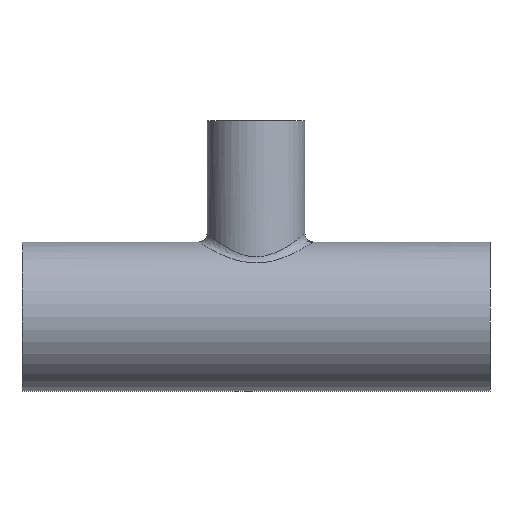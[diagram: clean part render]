
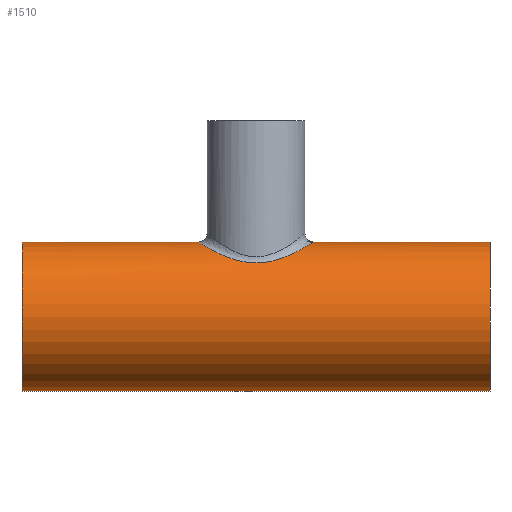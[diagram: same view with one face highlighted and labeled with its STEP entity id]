
A CAD part, front view. The second image highlights one B-rep face of the part: STEP entity #1510.
In plain terms, the highlighted cylindrical face has radius 17.5 mm (diameter 35 mm), a full revolution.
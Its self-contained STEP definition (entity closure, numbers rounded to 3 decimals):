
#1344=CARTESIAN_POINT('',(0.,-12.115,12.628));
#1345=VERTEX_POINT('',#1344);
#1415=CARTESIAN_POINT('',(0.,-12.115,12.628));
#1416=CARTESIAN_POINT('',(0.522,-12.115,12.628));
#1417=CARTESIAN_POINT('',(1.57,-12.06,12.681));
#1418=CARTESIAN_POINT('',(3.352,-11.779,12.946));
#1419=CARTESIAN_POINT('',(4.81,-11.349,13.327));
#1420=CARTESIAN_POINT('',(6.167,-10.793,13.779));
#1421=CARTESIAN_POINT('',(7.237,-10.256,14.189));
#1422=CARTESIAN_POINT('',(8.337,-9.553,14.671));
#1423=CARTESIAN_POINT('',(9.076,-8.978,15.025));
#1424=CARTESIAN_POINT('',(9.779,-8.367,15.375));
#1425=CARTESIAN_POINT('',(10.841,-7.313,15.93));
#1426=CARTESIAN_POINT('',(11.701,-6.117,16.421));
#1427=CARTESIAN_POINT('',(12.286,-5.028,16.764));
#1428=CARTESIAN_POINT('',(12.691,-4.198,17.004));
#1429=CARTESIAN_POINT('',(13.19,-2.799,17.308));
#1430=CARTESIAN_POINT('',(13.486,-1.099,17.491));
#1431=CARTESIAN_POINT('',(13.514,0.156,17.508));
#1432=CARTESIAN_POINT('',(13.433,1.406,17.458));
#1433=CARTESIAN_POINT('',(13.19,2.796,17.308));
#1434=CARTESIAN_POINT('',(12.615,4.414,16.958));
#1435=CARTESIAN_POINT('',(12.034,5.518,16.615));
#1436=CARTESIAN_POINT('',(11.374,6.561,16.236));
#1437=CARTESIAN_POINT('',(10.528,7.652,15.763));
#1438=CARTESIAN_POINT('',(9.293,8.834,15.123));
#1439=CARTESIAN_POINT('',(8.035,9.765,14.532));
#1440=CARTESIAN_POINT('',(6.95,10.406,14.076));
#1441=CARTESIAN_POINT('',(5.935,10.894,13.699));
#1442=CARTESIAN_POINT('',(5.023,11.257,13.401));
#1443=CARTESIAN_POINT('',(3.762,11.663,13.051));
#1444=CARTESIAN_POINT('',(2.091,12.018,12.722));
#1445=CARTESIAN_POINT('',(-0.002,12.164,12.581));
#1446=CARTESIAN_POINT('',(-2.092,12.018,12.723));
#1447=CARTESIAN_POINT('',(-3.765,11.662,13.052));
#1448=CARTESIAN_POINT('',(-5.031,11.254,13.403));
#1449=CARTESIAN_POINT('',(-6.845,10.531,13.997));
#1450=CARTESIAN_POINT('',(-8.752,9.352,14.843));
#1451=CARTESIAN_POINT('',(-10.528,7.652,15.763));
#1452=CARTESIAN_POINT('',(-11.793,6.021,16.469));
#1453=CARTESIAN_POINT('',(-12.647,4.375,16.977));
#1454=CARTESIAN_POINT('',(-13.227,2.588,17.33));
#1455=CARTESIAN_POINT('',(-13.513,0.944,17.508));
#1456=CARTESIAN_POINT('',(-13.513,-0.946,17.508));
#1457=CARTESIAN_POINT('',(-13.19,-2.797,17.308));
#1458=CARTESIAN_POINT('',(-12.666,-4.27,16.989));
#1459=CARTESIAN_POINT('',(-12.109,-5.381,16.659));
#1460=CARTESIAN_POINT('',(-11.474,-6.432,16.292));
#1461=CARTESIAN_POINT('',(-10.623,-7.531,15.816));
#1462=CARTESIAN_POINT('',(-9.52,-8.624,15.24));
#1463=CARTESIAN_POINT('',(-8.427,-9.495,14.711));
#1464=CARTESIAN_POINT('',(-7.238,-10.255,14.189));
#1465=CARTESIAN_POINT('',(-5.943,-10.906,13.693));
#1466=CARTESIAN_POINT('',(-4.567,-11.428,13.258));
#1467=CARTESIAN_POINT('',(-3.101,-11.819,12.909));
#1468=CARTESIAN_POINT('',(-1.569,-12.061,12.681));
#1469=CARTESIAN_POINT('',(-0.523,-12.115,12.628));
#1470=CARTESIAN_POINT('',(0.,-12.115,12.628));
#1471=CARTESIAN_POINT('',(0.,-12.115,12.628));
#1472=CARTESIAN_POINT('',(0.,-12.115,12.628));
#1473=CARTESIAN_POINT('',(0.,-12.115,12.628));
#1474=B_SPLINE_CURVE_WITH_KNOTS('',3,(#1415,#1416,#1417,#1418,#1419,#1420,#1421,#1422,#1423,#1424,#1425,#1426,#1427,#1428,#1429,#1430,#1431,#1432,#1433,#1434,#1435,#1436,#1437,#1438,#1439,#1440,#1441,#1442,#1443,#1444,#1445,#1446,#1447,#1448,#1449,#1450,#1451,#1452,#1453,#1454,#1455,#1456,#1457,#1458,#1459,#1460,#1461,#1462,#1463,#1464,#1465,#1466,#1467,#1468,#1469,#1470,#1471,#1472,#1473),.UNSPECIFIED.,.T.,.U.,(4,1,1,1,1,1,1,1,1,1,1,1,1,1,1,1,1,1,1,1,1,1,1,1,1,1,1,1,1,1,1,1,1,1,1,1,1,1,1,1,1,1,1,1,1,1,1,1,1,1,1,1,1,3,4),(-7.208,-7.08,-6.951,-6.758,-6.694,-6.565,-6.436,-6.34,-6.307,-6.179,-5.921,-5.9,-5.835,-5.664,-5.492,-5.363,-5.321,-5.149,-4.977,-4.849,-4.806,-4.634,-4.462,-4.334,-4.205,-4.119,-4.033,-3.947,-3.776,-3.604,-3.433,-3.261,-3.175,-3.089,-2.746,-2.574,-2.403,-2.174,-2.06,-1.888,-1.716,-1.545,-1.373,-1.287,-1.201,-1.03,-0.901,-0.772,-0.644,-0.515,-0.386,-0.257,-0.129,0.0,0.),.UNSPECIFIED.);
#1475=EDGE_CURVE('',#1345,#1345,#1474,.T.);
#1480=CARTESIAN_POINT('',(0.0,0.0,0.0));
#1481=DIRECTION('',(-1.0,0.0,0.0));
#1482=DIRECTION('',(0.0,-1.0,0.0));
#1483=AXIS2_PLACEMENT_3D('',#1480,#1481,#1482);
#1484=CYLINDRICAL_SURFACE('',#1483,17.5);
#1485=CARTESIAN_POINT('',(55.0,-17.5,0.0));
#1486=VERTEX_POINT('',#1485);
#1487=CARTESIAN_POINT('',(55.,0.0,0.0));
#1488=DIRECTION('',(-1.0,0.0,0.0));
#1489=DIRECTION('',(0.0,-1.0,0.0));
#1490=AXIS2_PLACEMENT_3D('',#1487,#1488,#1489);
#1491=CIRCLE('',#1490,17.5);
#1492=EDGE_CURVE('',#1486,#1486,#1491,.T.);
#1493=ORIENTED_EDGE('',*,*,#1492,.T.);
#1494=EDGE_LOOP('',(#1493));
#1495=FACE_OUTER_BOUND('',#1494,.T.);
#1496=CARTESIAN_POINT('',(-55.0,-17.5,0.0));
#1497=VERTEX_POINT('',#1496);
#1498=CARTESIAN_POINT('',(-55.0,0.0,0.0));
#1499=DIRECTION('',(-1.0,0.0,0.0));
#1500=DIRECTION('',(0.0,-1.0,0.0));
#1501=AXIS2_PLACEMENT_3D('',#1498,#1499,#1500);
#1502=CIRCLE('',#1501,17.5);
#1503=EDGE_CURVE('',#1497,#1497,#1502,.T.);
#1504=ORIENTED_EDGE('',*,*,#1503,.F.);
#1505=EDGE_LOOP('',(#1504));
#1506=FACE_BOUND('',#1505,.T.);
#1507=ORIENTED_EDGE('',*,*,#1475,.F.);
#1508=EDGE_LOOP('',(#1507));
#1509=FACE_BOUND('',#1508,.T.);
#1510=ADVANCED_FACE('',(#1495,#1506,#1509),#1484,.T.);
